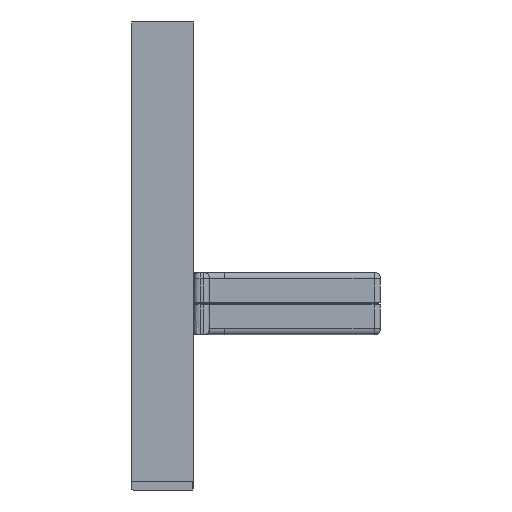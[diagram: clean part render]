
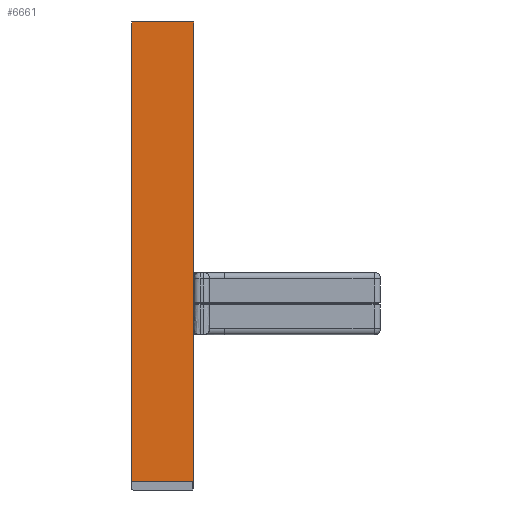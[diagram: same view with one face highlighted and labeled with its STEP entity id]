
A CAD part, left-side view. The second image highlights one B-rep face of the part: STEP entity #6661.
In plain terms, the highlighted planar face has unit normal (-1, 0, 0).
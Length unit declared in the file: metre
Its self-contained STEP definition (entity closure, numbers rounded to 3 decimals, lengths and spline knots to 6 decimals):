
#618=LINE('',#22628,#877);
#621=LINE('',#22634,#880);
#622=LINE('',#22637,#881);
#623=LINE('',#22639,#882);
#624=LINE('',#22640,#883);
#877=VECTOR('',#8013,1.);
#880=VECTOR('',#8018,1.);
#881=VECTOR('',#8019,1.);
#882=VECTOR('',#8020,1.);
#883=VECTOR('',#8021,1.);
#1974=ORIENTED_EDGE('',*,*,#3447,.T.);
#1975=ORIENTED_EDGE('',*,*,#3448,.F.);
#1976=ORIENTED_EDGE('',*,*,#3449,.T.);
#1977=ORIENTED_EDGE('',*,*,#3444,.F.);
#1978=ORIENTED_EDGE('',*,*,#3450,.F.);
#3444=EDGE_CURVE('',#4250,#4251,#618,.T.);
#3447=EDGE_CURVE('',#4252,#4253,#621,.T.);
#3448=EDGE_CURVE('',#4254,#4253,#622,.T.);
#3449=EDGE_CURVE('',#4254,#4251,#623,.T.);
#3450=EDGE_CURVE('',#4252,#4250,#624,.T.);
#4250=VERTEX_POINT('',#22629);
#4251=VERTEX_POINT('',#22630);
#4252=VERTEX_POINT('',#22635);
#4253=VERTEX_POINT('',#22636);
#4254=VERTEX_POINT('',#22638);
#5394=EDGE_LOOP('',(#1974,#1975,#1976,#1977,#1978));
#5987=FACE_BOUND('',#5394,.T.);
#6360=PLANE('',#7177);
#6661=ADVANCED_FACE('',(#5987),#6360,.F.);
#7177=AXIS2_PLACEMENT_3D('',#22633,#8016,#8017);
#8013=DIRECTION('',(0.,0.,1.));
#8016=DIRECTION('',(1.,0.,0.));
#8017=DIRECTION('',(0.,0.,-1.));
#8018=DIRECTION('',(0.,0.,1.));
#8019=DIRECTION('',(0.,0.,-1.));
#8020=DIRECTION('',(0.,1.,0.));
#8021=DIRECTION('',(0.,1.,0.));
#22628=CARTESIAN_POINT('',(-0.05,0.,-0.0574));
#22629=CARTESIAN_POINT('',(-0.05,0.,-0.0574));
#22630=CARTESIAN_POINT('',(-0.05,0.,0.0907));
#22633=CARTESIAN_POINT('',(-0.05,-0.01,-0.0574));
#22634=CARTESIAN_POINT('',(-0.05,-0.02,-0.0574));
#22635=CARTESIAN_POINT('',(-0.05,-0.02,-0.0574));
#22636=CARTESIAN_POINT('',(-0.05,-0.02,0.01));
#22637=CARTESIAN_POINT('',(-0.05,-0.02,0.0907));
#22638=CARTESIAN_POINT('',(-0.05,-0.02,0.0907));
#22639=CARTESIAN_POINT('',(-0.05,-0.01,0.0907));
#22640=CARTESIAN_POINT('',(-0.05,-0.01,-0.0574));
